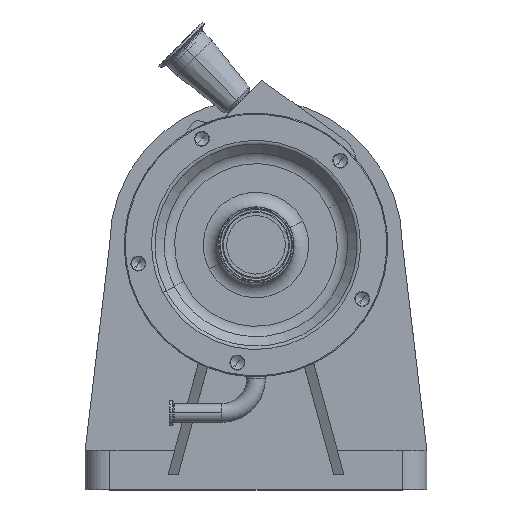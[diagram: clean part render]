
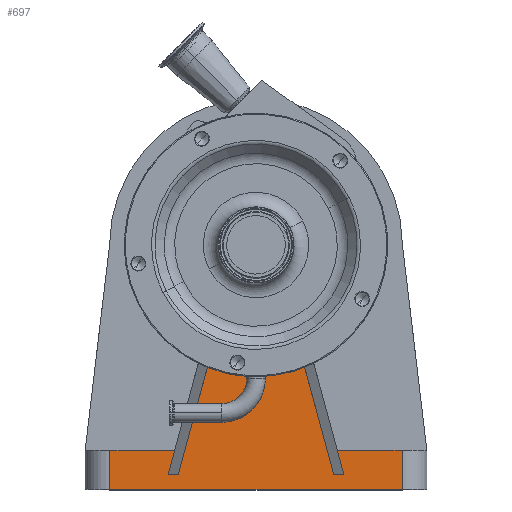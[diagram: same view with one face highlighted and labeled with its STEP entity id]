
A CAD part, top view. The second image highlights one B-rep face of the part: STEP entity #697.
In plain terms, the highlighted planar face has unit normal (0, 0, 1).
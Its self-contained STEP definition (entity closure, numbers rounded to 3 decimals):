
#133 = VECTOR ( 'NONE', #4876, 1000. ) ;
#303 = DIRECTION ( 'NONE',  ( 0., 0., -1. ) ) ;
#304 = VECTOR ( 'NONE', #2484, 1000. ) ;
#440 = VECTOR ( 'NONE', #7125, 1000. ) ;
#697 = ADVANCED_FACE ( 'NONE', ( #4747 ), #1034, .F. ) ;
#740 = EDGE_CURVE ( 'NONE', #1641, #4072, #2055, .T. ) ;
#792 = EDGE_CURVE ( 'NONE', #3547, #4270, #4104, .T. ) ;
#852 = DIRECTION ( 'NONE',  ( 1., 0., 0. ) ) ;
#867 = CARTESIAN_POINT ( 'NONE',  ( 83.204, -210., 120. ) ) ;
#1025 = EDGE_LOOP ( 'NONE', ( #7488, #3669, #7128, #4784, #1925, #2176, #6663, #8909, #4918, #7184, #7362, #5520 ) ) ;
#1034 = PLANE ( 'NONE',  #5893 ) ;
#1087 = CARTESIAN_POINT ( 'NONE',  ( 80.35, -237.623, 120. ) ) ;
#1129 = CARTESIAN_POINT ( 'NONE',  ( -90., -235., 120. ) ) ;
#1165 = LINE ( 'NONE', #8646, #7998 ) ;
#1300 = CARTESIAN_POINT ( 'NONE',  ( -83.204, -210., 120. ) ) ;
#1328 = LINE ( 'NONE', #5138, #4973 ) ;
#1365 = CARTESIAN_POINT ( 'NONE',  ( 149.6, -210., 120. ) ) ;
#1641 = VERTEX_POINT ( 'NONE', #4264 ) ;
#1719 = EDGE_CURVE ( 'NONE', #8939, #6783, #1328, .T. ) ;
#1755 = DIRECTION ( 'NONE',  ( 1., 0., 0. ) ) ;
#1925 = ORIENTED_EDGE ( 'NONE', *, *, #6034, .T. ) ;
#2055 = LINE ( 'NONE', #1129, #7946 ) ;
#2127 = DIRECTION ( 'NONE',  ( 1., 0., 0. ) ) ;
#2141 = CARTESIAN_POINT ( 'NONE',  ( 149.6, -210., 120. ) ) ;
#2176 = ORIENTED_EDGE ( 'NONE', *, *, #1719, .T. ) ;
#2286 = VERTEX_POINT ( 'NONE', #8399 ) ;
#2339 = CARTESIAN_POINT ( 'NONE',  ( 149.6, -210., 120. ) ) ;
#2484 = DIRECTION ( 'NONE',  ( 1., 0., 0. ) ) ;
#2539 = LINE ( 'NONE', #4589, #5974 ) ;
#2791 = VECTOR ( 'NONE', #2127, 1000. ) ;
#2826 = LINE ( 'NONE', #5802, #133 ) ;
#2911 = DIRECTION ( 'NONE',  ( 0.262, 0.965, 0. ) ) ;
#3516 = CARTESIAN_POINT ( 'NONE',  ( 87.773, -226.806, 120. ) ) ;
#3547 = VERTEX_POINT ( 'NONE', #867 ) ;
#3669 = ORIENTED_EDGE ( 'NONE', *, *, #740, .F. ) ;
#3750 = CARTESIAN_POINT ( 'NONE',  ( 0., 0., 120. ) ) ;
#3986 = EDGE_CURVE ( 'NONE', #2286, #8226, #7776, .T. ) ;
#4072 = VERTEX_POINT ( 'NONE', #4300 ) ;
#4073 = CARTESIAN_POINT ( 'NONE',  ( 149.6, -250., 120. ) ) ;
#4104 = LINE ( 'NONE', #3516, #440 ) ;
#4256 = CIRCLE ( 'NONE', #5655, 100. ) ;
#4264 = CARTESIAN_POINT ( 'NONE',  ( -90., -235., 120. ) ) ;
#4270 = VERTEX_POINT ( 'NONE', #8164 ) ;
#4300 = CARTESIAN_POINT ( 'NONE',  ( -79.637, -235., 120. ) ) ;
#4320 = LINE ( 'NONE', #6527, #7217 ) ;
#4395 = CARTESIAN_POINT ( 'NONE',  ( -149.6, -210., 120. ) ) ;
#4589 = CARTESIAN_POINT ( 'NONE',  ( 149.6, -210., 120. ) ) ;
#4597 = EDGE_CURVE ( 'NONE', #8330, #6783, #8049, .T. ) ;
#4747 = FACE_OUTER_BOUND ( 'NONE', #1025, .T. ) ;
#4784 = ORIENTED_EDGE ( 'NONE', *, *, #4822, .F. ) ;
#4822 = EDGE_CURVE ( 'NONE', #6862, #7867, #2539, .T. ) ;
#4859 = VECTOR ( 'NONE', #5429, 1000. ) ;
#4876 = DIRECTION ( 'NONE',  ( -0.262, -0.965, 0. ) ) ;
#4918 = ORIENTED_EDGE ( 'NONE', *, *, #792, .T. ) ;
#4958 = CARTESIAN_POINT ( 'NONE',  ( -149.6, -250., 120. ) ) ;
#4973 = VECTOR ( 'NONE', #852, 1000. ) ;
#4976 = DIRECTION ( 'NONE',  ( 1., 0., 0. ) ) ;
#5054 = LINE ( 'NONE', #8784, #2791 ) ;
#5064 = EDGE_CURVE ( 'NONE', #1641, #7867, #4320, .T. ) ;
#5138 = CARTESIAN_POINT ( 'NONE',  ( 149.6, -250., 120. ) ) ;
#5163 = DIRECTION ( 'NONE',  ( 0., 0., -1. ) ) ;
#5429 = DIRECTION ( 'NONE',  ( -0.262, 0.965, 0. ) ) ;
#5520 = ORIENTED_EDGE ( 'NONE', *, *, #6148, .T. ) ;
#5655 = AXIS2_PLACEMENT_3D ( 'NONE', #3750, #5163, #9603 ) ;
#5802 = CARTESIAN_POINT ( 'NONE',  ( -40.6, -91.387, 120. ) ) ;
#5893 = AXIS2_PLACEMENT_3D ( 'NONE', #6986, #303, #6266 ) ;
#5898 = CARTESIAN_POINT ( 'NONE',  ( -40.6, -91.387, 120. ) ) ;
#5974 = VECTOR ( 'NONE', #1755, 1000. ) ;
#6034 = EDGE_CURVE ( 'NONE', #6862, #8939, #1165, .T. ) ;
#6148 = EDGE_CURVE ( 'NONE', #8226, #7518, #4256, .T. ) ;
#6266 = DIRECTION ( 'NONE',  ( -1., 0., 0. ) ) ;
#6527 = CARTESIAN_POINT ( 'NONE',  ( -67.186, -151.072, 120. ) ) ;
#6663 = ORIENTED_EDGE ( 'NONE', *, *, #4597, .F. ) ;
#6783 = VERTEX_POINT ( 'NONE', #4073 ) ;
#6786 = LINE ( 'NONE', #2339, #304 ) ;
#6862 = VERTEX_POINT ( 'NONE', #4395 ) ;
#6986 = CARTESIAN_POINT ( 'NONE',  ( 149.6, -210., 120. ) ) ;
#7114 = DIRECTION ( 'NONE',  ( 0., -1., 0. ) ) ;
#7125 = DIRECTION ( 'NONE',  ( 0.262, -0.965, 0. ) ) ;
#7128 = ORIENTED_EDGE ( 'NONE', *, *, #5064, .T. ) ;
#7184 = ORIENTED_EDGE ( 'NONE', *, *, #7876, .F. ) ;
#7217 = VECTOR ( 'NONE', #2911, 1000. ) ;
#7232 = EDGE_CURVE ( 'NONE', #7518, #4072, #2826, .T. ) ;
#7313 = DIRECTION ( 'NONE',  ( 0., -1., 0. ) ) ;
#7362 = ORIENTED_EDGE ( 'NONE', *, *, #3986, .T. ) ;
#7488 = ORIENTED_EDGE ( 'NONE', *, *, #7232, .T. ) ;
#7518 = VERTEX_POINT ( 'NONE', #5898 ) ;
#7639 = EDGE_CURVE ( 'NONE', #3547, #8330, #6786, .T. ) ;
#7776 = LINE ( 'NONE', #1087, #4859 ) ;
#7867 = VERTEX_POINT ( 'NONE', #1300 ) ;
#7876 = EDGE_CURVE ( 'NONE', #2286, #4270, #5054, .T. ) ;
#7946 = VECTOR ( 'NONE', #4976, 1000. ) ;
#7998 = VECTOR ( 'NONE', #7114, 1000. ) ;
#8049 = LINE ( 'NONE', #2141, #8305 ) ;
#8164 = CARTESIAN_POINT ( 'NONE',  ( 90., -235., 120. ) ) ;
#8226 = VERTEX_POINT ( 'NONE', #9581 ) ;
#8305 = VECTOR ( 'NONE', #7313, 1000. ) ;
#8330 = VERTEX_POINT ( 'NONE', #1365 ) ;
#8399 = CARTESIAN_POINT ( 'NONE',  ( 79.637, -235., 120. ) ) ;
#8646 = CARTESIAN_POINT ( 'NONE',  ( -149.6, -210., 120. ) ) ;
#8784 = CARTESIAN_POINT ( 'NONE',  ( 0., -235., 120. ) ) ;
#8909 = ORIENTED_EDGE ( 'NONE', *, *, #7639, .F. ) ;
#8939 = VERTEX_POINT ( 'NONE', #4958 ) ;
#9581 = CARTESIAN_POINT ( 'NONE',  ( 40.6, -91.387, 120. ) ) ;
#9603 = DIRECTION ( 'NONE',  ( -1., 0., 0. ) ) ;
